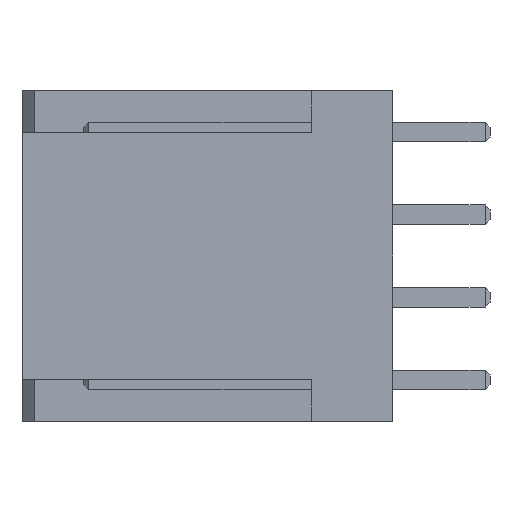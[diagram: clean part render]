
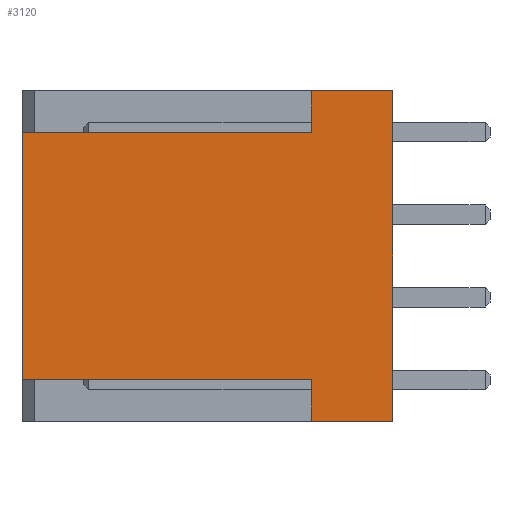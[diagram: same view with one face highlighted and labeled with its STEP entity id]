
A CAD part, left-side view. The second image highlights one B-rep face of the part: STEP entity #3120.
In plain terms, the highlighted planar face has unit normal (-1, 0, 0).
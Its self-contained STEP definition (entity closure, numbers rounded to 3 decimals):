
#175 = VECTOR ( 'NONE', #1396, 1000. ) ;
#326 = CARTESIAN_POINT ( 'NONE',  ( 0., 2.5, 10.16 ) ) ;
#355 = LINE ( 'NONE', #1144, #175 ) ;
#395 = EDGE_CURVE ( 'NONE', #944, #3297, #1131, .T. ) ;
#400 = ORIENTED_EDGE ( 'NONE', *, *, #1384, .F. ) ;
#437 = LINE ( 'NONE', #2809, #1642 ) ;
#730 = CARTESIAN_POINT ( 'NONE',  ( 0., 11.4, 10.16 ) ) ;
#764 = EDGE_CURVE ( 'NONE', #944, #1218, #2850, .T. ) ;
#807 = CARTESIAN_POINT ( 'NONE',  ( 0., 2.5, 0. ) ) ;
#890 = VERTEX_POINT ( 'NONE', #2761 ) ;
#944 = VERTEX_POINT ( 'NONE', #1624 ) ;
#977 = VERTEX_POINT ( 'NONE', #2205 ) ;
#997 = CARTESIAN_POINT ( 'NONE',  ( 0., 11.4, 1.27 ) ) ;
#1049 = ORIENTED_EDGE ( 'NONE', *, *, #1680, .F. ) ;
#1058 = LINE ( 'NONE', #3164, #2871 ) ;
#1076 = EDGE_LOOP ( 'NONE', ( #400, #2658, #1577, #2877, #2174, #1049, #3696, #1669 ) ) ;
#1123 = EDGE_CURVE ( 'NONE', #2815, #3258, #355, .T. ) ;
#1131 = LINE ( 'NONE', #807, #2345 ) ;
#1144 = CARTESIAN_POINT ( 'NONE',  ( 0., 11.4, 10.16 ) ) ;
#1158 = DIRECTION ( 'NONE',  ( 0., 1., 0. ) ) ;
#1175 = CARTESIAN_POINT ( 'NONE',  ( 0., 0., 10.16 ) ) ;
#1218 = VERTEX_POINT ( 'NONE', #2084 ) ;
#1355 = DIRECTION ( 'NONE',  ( 0., 0., 1. ) ) ;
#1370 = EDGE_CURVE ( 'NONE', #977, #2410, #2841, .T. ) ;
#1384 = EDGE_CURVE ( 'NONE', #3297, #3258, #437, .T. ) ;
#1396 = DIRECTION ( 'NONE',  ( 0., 0., -1. ) ) ;
#1465 = CARTESIAN_POINT ( 'NONE',  ( 0., 11.4, 10.16 ) ) ;
#1504 = DIRECTION ( 'NONE',  ( 1., 0., 0. ) ) ;
#1505 = DIRECTION ( 'NONE',  ( 0., -1., 0. ) ) ;
#1527 = CARTESIAN_POINT ( 'NONE',  ( 0., 0., 10.16 ) ) ;
#1577 = ORIENTED_EDGE ( 'NONE', *, *, #764, .T. ) ;
#1592 = DIRECTION ( 'NONE',  ( 0., -1., 0. ) ) ;
#1593 = FACE_OUTER_BOUND ( 'NONE', #1076, .T. ) ;
#1624 = CARTESIAN_POINT ( 'NONE',  ( 0., 2.5, 0. ) ) ;
#1642 = VECTOR ( 'NONE', #3107, 1000. ) ;
#1661 = EDGE_CURVE ( 'NONE', #890, #2815, #1058, .T. ) ;
#1669 = ORIENTED_EDGE ( 'NONE', *, *, #1123, .T. ) ;
#1680 = EDGE_CURVE ( 'NONE', #890, #977, #2564, .T. ) ;
#1780 = DIRECTION ( 'NONE',  ( 0., 1., 0. ) ) ;
#1823 = LINE ( 'NONE', #1527, #3149 ) ;
#1855 = DIRECTION ( 'NONE',  ( 0., 0., -1. ) ) ;
#1929 = CARTESIAN_POINT ( 'NONE',  ( 0., 11.4, 8.89 ) ) ;
#2084 = CARTESIAN_POINT ( 'NONE',  ( 0., 0., 0. ) ) ;
#2174 = ORIENTED_EDGE ( 'NONE', *, *, #1370, .F. ) ;
#2205 = CARTESIAN_POINT ( 'NONE',  ( 0., 2.5, 10.16 ) ) ;
#2341 = DIRECTION ( 'NONE',  ( 0., 0., 1. ) ) ;
#2345 = VECTOR ( 'NONE', #1355, 1000. ) ;
#2406 = PLANE ( 'NONE',  #2526 ) ;
#2410 = VERTEX_POINT ( 'NONE', #1175 ) ;
#2521 = VECTOR ( 'NONE', #2341, 1000. ) ;
#2526 = AXIS2_PLACEMENT_3D ( 'NONE', #1465, #1504, #1780 ) ;
#2564 = LINE ( 'NONE', #326, #2521 ) ;
#2571 = VECTOR ( 'NONE', #1592, 1000. ) ;
#2658 = ORIENTED_EDGE ( 'NONE', *, *, #395, .F. ) ;
#2761 = CARTESIAN_POINT ( 'NONE',  ( 0., 2.5, 8.89 ) ) ;
#2809 = CARTESIAN_POINT ( 'NONE',  ( 0., 0.999, 1.27 ) ) ;
#2815 = VERTEX_POINT ( 'NONE', #1929 ) ;
#2841 = LINE ( 'NONE', #730, #2571 ) ;
#2850 = LINE ( 'NONE', #3611, #3745 ) ;
#2871 = VECTOR ( 'NONE', #1158, 1000. ) ;
#2877 = ORIENTED_EDGE ( 'NONE', *, *, #3374, .F. ) ;
#3107 = DIRECTION ( 'NONE',  ( 0., 1., 0. ) ) ;
#3120 = ADVANCED_FACE ( 'NONE', ( #1593 ), #2406, .F. ) ;
#3149 = VECTOR ( 'NONE', #1855, 1000. ) ;
#3164 = CARTESIAN_POINT ( 'NONE',  ( 0., 0.999, 8.89 ) ) ;
#3258 = VERTEX_POINT ( 'NONE', #997 ) ;
#3297 = VERTEX_POINT ( 'NONE', #3588 ) ;
#3374 = EDGE_CURVE ( 'NONE', #2410, #1218, #1823, .T. ) ;
#3588 = CARTESIAN_POINT ( 'NONE',  ( 0., 2.5, 1.27 ) ) ;
#3611 = CARTESIAN_POINT ( 'NONE',  ( 0., 11.4, 0. ) ) ;
#3696 = ORIENTED_EDGE ( 'NONE', *, *, #1661, .T. ) ;
#3745 = VECTOR ( 'NONE', #1505, 1000. ) ;
